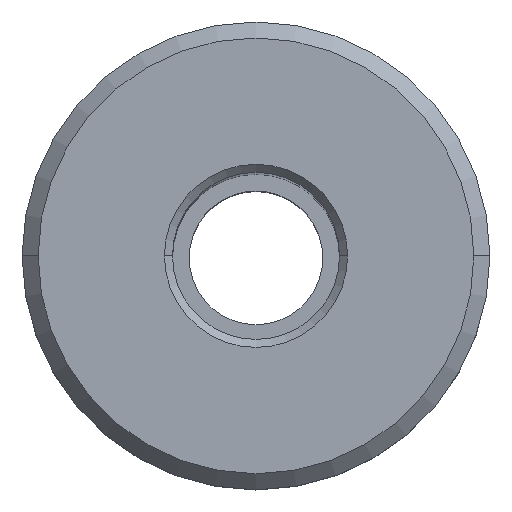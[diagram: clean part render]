
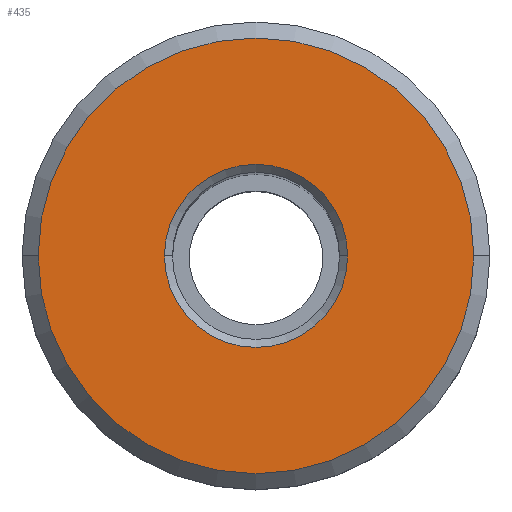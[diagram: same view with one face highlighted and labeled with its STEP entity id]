
A CAD part, top view. The second image highlights one B-rep face of the part: STEP entity #435.
In plain terms, the highlighted planar face has unit normal (0, 0, 1).
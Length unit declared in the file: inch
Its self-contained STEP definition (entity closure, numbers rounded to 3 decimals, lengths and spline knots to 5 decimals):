
#3 = CARTESIAN_POINT ( 'NONE',  ( 0., 0., 0. ) ) ;
#16 = DIRECTION ( 'NONE',  ( -1., 0., 0. ) ) ;
#81 = EDGE_CURVE ( 'NONE', #982, #303, #581, .T. ) ;
#83 = DIRECTION ( 'NONE',  ( -1., 0., 0. ) ) ;
#100 = DIRECTION ( 'NONE',  ( 0., 0., -1. ) ) ;
#107 = EDGE_LOOP ( 'NONE', ( #286, #659 ) ) ;
#164 = AXIS2_PLACEMENT_3D ( 'NONE', #840, #100, #83 ) ;
#194 = EDGE_CURVE ( 'NONE', #783, #733, #505, .T. ) ;
#223 = FACE_OUTER_BOUND ( 'NONE', #551, .T. ) ;
#253 = AXIS2_PLACEMENT_3D ( 'NONE', #500, #334, #415 ) ;
#286 = ORIENTED_EDGE ( 'NONE', *, *, #81, .T. ) ;
#294 = CIRCLE ( 'NONE', #1012, 0.4075 ) ;
#303 = VERTEX_POINT ( 'NONE', #693 ) ;
#334 = DIRECTION ( 'NONE',  ( 0., 0., -1. ) ) ;
#381 = CARTESIAN_POINT ( 'NONE',  ( 0., 0.4375, 0. ) ) ;
#415 = DIRECTION ( 'NONE',  ( -1., 0., 0. ) ) ;
#421 = AXIS2_PLACEMENT_3D ( 'NONE', #3, #669, #16 ) ;
#435 = ADVANCED_FACE ( 'NONE', ( #223, #550 ), #716, .F. ) ;
#438 = AXIS2_PLACEMENT_3D ( 'NONE', #381, #962, #787 ) ;
#473 = DIRECTION ( 'NONE',  ( 0., 0., 1. ) ) ;
#500 = CARTESIAN_POINT ( 'NONE',  ( 0., 0., 0. ) ) ;
#505 = CIRCLE ( 'NONE', #421, 0.4075 ) ;
#550 = FACE_BOUND ( 'NONE', #107, .T. ) ;
#551 = EDGE_LOOP ( 'NONE', ( #1011, #721 ) ) ;
#555 = DIRECTION ( 'NONE',  ( -1., 0., 0. ) ) ;
#563 = CARTESIAN_POINT ( 'NONE',  ( 0., 0., 0. ) ) ;
#581 = CIRCLE ( 'NONE', #253, 0.17125 ) ;
#588 = CARTESIAN_POINT ( 'NONE',  ( 0.4075, 0., 0. ) ) ;
#636 = CARTESIAN_POINT ( 'NONE',  ( -0.4075, 0., 0. ) ) ;
#659 = ORIENTED_EDGE ( 'NONE', *, *, #815, .T. ) ;
#669 = DIRECTION ( 'NONE',  ( 0., 0., 1. ) ) ;
#693 = CARTESIAN_POINT ( 'NONE',  ( -0.17125, 0., 0. ) ) ;
#694 = EDGE_CURVE ( 'NONE', #733, #783, #294, .T. ) ;
#716 = PLANE ( 'NONE',  #438 ) ;
#721 = ORIENTED_EDGE ( 'NONE', *, *, #194, .T. ) ;
#733 = VERTEX_POINT ( 'NONE', #636 ) ;
#763 = CIRCLE ( 'NONE', #164, 0.17125 ) ;
#783 = VERTEX_POINT ( 'NONE', #588 ) ;
#787 = DIRECTION ( 'NONE',  ( -1., 0., 0. ) ) ;
#815 = EDGE_CURVE ( 'NONE', #303, #982, #763, .T. ) ;
#840 = CARTESIAN_POINT ( 'NONE',  ( 0., 0., 0. ) ) ;
#962 = DIRECTION ( 'NONE',  ( 0., 0., -1. ) ) ;
#982 = VERTEX_POINT ( 'NONE', #1025 ) ;
#1011 = ORIENTED_EDGE ( 'NONE', *, *, #694, .T. ) ;
#1012 = AXIS2_PLACEMENT_3D ( 'NONE', #563, #473, #555 ) ;
#1025 = CARTESIAN_POINT ( 'NONE',  ( 0.17125, 0., 0. ) ) ;
